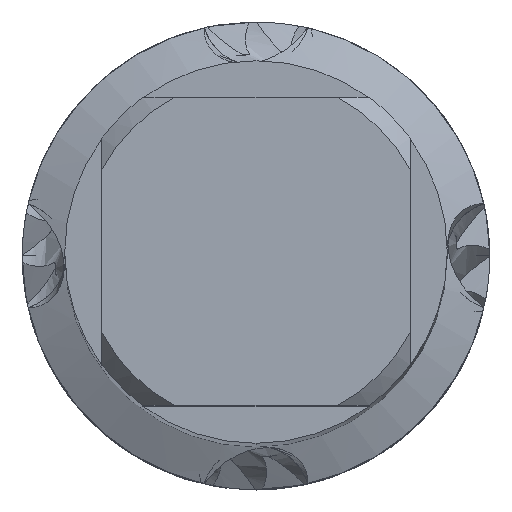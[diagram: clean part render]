
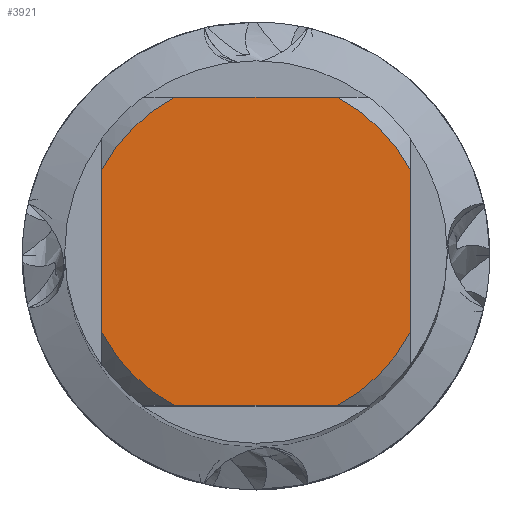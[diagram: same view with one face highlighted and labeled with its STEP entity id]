
A CAD part, top view. The second image highlights one B-rep face of the part: STEP entity #3921.
In plain terms, the highlighted planar face has unit normal (0, 0, 1).
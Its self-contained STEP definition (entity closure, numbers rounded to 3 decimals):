
#2043=VERTEX_POINT('',#5302);
#2077=EDGE_CURVE('',#2815,#3933,#5339,.T.);
#2213=VERTEX_POINT('',#5481);
#2815=VERTEX_POINT('',#6130);
#2831=EDGE_CURVE('',#2815,#2213,#6147,.T.);
#3077=EDGE_CURVE('',#3893,#3627,#6419,.T.);
#3225=EDGE_CURVE('',#4779,#2213,#6579,.T.);
#3627=VERTEX_POINT('',#7029);
#3865=EDGE_CURVE('',#4779,#3627,#7293,.T.);
#3893=VERTEX_POINT('',#7323);
#3921=ADVANCED_FACE('',(#7355),#7356,.T.);
#3933=VERTEX_POINT('',#7368);
#4041=EDGE_CURVE('',#4233,#2043,#7485,.T.);
#4089=EDGE_CURVE('',#4233,#3933,#7538,.T.);
#4233=VERTEX_POINT('',#7689);
#4663=EDGE_CURVE('',#3893,#2043,#8165,.T.);
#4779=VERTEX_POINT('',#8286);
#5302=CARTESIAN_POINT('',(-3.831,7.25,0.0));
#5339=LINE('',#9593,#9594);
#5481=CARTESIAN_POINT('',(3.831,-7.25,0.0));
#6130=CARTESIAN_POINT('',(7.25,-3.831,0.0));
#6147=CIRCLE('',#11675,8.2);
#6419=LINE('',#12227,#12228);
#6579=LINE('',#12908,#12909);
#7029=CARTESIAN_POINT('',(-7.25,-3.831,0.0));
#7293=CIRCLE('',#15776,8.2);
#7323=CARTESIAN_POINT('',(-7.25,3.831,0.0));
#7355=FACE_OUTER_BOUND('',#15876,.T.);
#7356=PLANE('',#15877);
#7368=CARTESIAN_POINT('',(7.25,3.831,0.0));
#7485=LINE('',#16784,#16785);
#7538=CIRCLE('',#16926,8.2);
#7689=CARTESIAN_POINT('',(3.831,7.25,0.0));
#8165=CIRCLE('',#18765,8.2);
#8286=CARTESIAN_POINT('',(-3.831,-7.25,0.0));
#9593=CARTESIAN_POINT('',(7.25,2.05,0.0));
#9594=VECTOR('',#19696,1.0);
#11675=AXIS2_PLACEMENT_3D('',#20395,#20396,#20397);
#12227=CARTESIAN_POINT('',(-7.25,2.05,0.0));
#12228=VECTOR('',#20702,1.0);
#12908=CARTESIAN_POINT('',(0.0,-7.25,0.0));
#12909=VECTOR('',#20840,1.0);
#15776=AXIS2_PLACEMENT_3D('',#21873,#21874,#21875);
#15876=EDGE_LOOP('',(#21941,#21942,#21943,#21944,#21945,#21946,#21947,#21948));
#15877=AXIS2_PLACEMENT_3D('',#21949,#21950,#21951);
#16784=CARTESIAN_POINT('',(0.0,7.25,0.0));
#16785=VECTOR('',#22215,1.0);
#16926=AXIS2_PLACEMENT_3D('',#22265,#22266,#22267);
#18765=AXIS2_PLACEMENT_3D('',#22881,#22882,#22883);
#19696=DIRECTION('',(-0.0,1.0,0.0));
#20395=CARTESIAN_POINT('',(0.0,0.0,0.0));
#20396=DIRECTION('',(0.0,0.0,-1.0));
#20397=DIRECTION('',(0.0,1.0,0.0));
#20702=DIRECTION('',(-0.0,-1.0,0.0));
#20840=DIRECTION('',(1.0,0.0,0.0));
#21873=CARTESIAN_POINT('',(0.0,0.0,0.0));
#21874=DIRECTION('',(0.0,0.0,-1.0));
#21875=DIRECTION('',(0.0,1.0,0.0));
#21941=ORIENTED_EDGE('',*,*,#3077,.T.);
#21942=ORIENTED_EDGE('',*,*,#3865,.F.);
#21943=ORIENTED_EDGE('',*,*,#3225,.T.);
#21944=ORIENTED_EDGE('',*,*,#2831,.F.);
#21945=ORIENTED_EDGE('',*,*,#2077,.T.);
#21946=ORIENTED_EDGE('',*,*,#4089,.F.);
#21947=ORIENTED_EDGE('',*,*,#4041,.T.);
#21948=ORIENTED_EDGE('',*,*,#4663,.F.);
#21949=CARTESIAN_POINT('',(0.0,4.1,0.0));
#21950=DIRECTION('',(-0.0,0.0,1.0));
#21951=DIRECTION('',(0.0,-1.0,0.0));
#22215=DIRECTION('',(-1.0,0.0,0.0));
#22265=CARTESIAN_POINT('',(0.0,0.0,0.0));
#22266=DIRECTION('',(0.0,0.0,-1.0));
#22267=DIRECTION('',(0.0,1.0,0.0));
#22881=CARTESIAN_POINT('',(0.0,0.0,0.0));
#22882=DIRECTION('',(0.0,0.0,-1.0));
#22883=DIRECTION('',(0.0,1.0,0.0));
